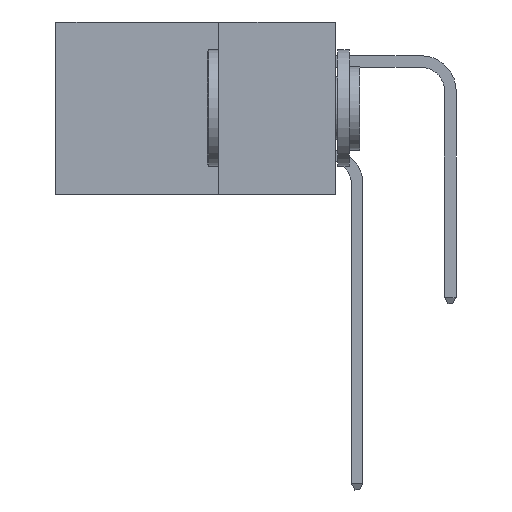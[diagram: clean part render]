
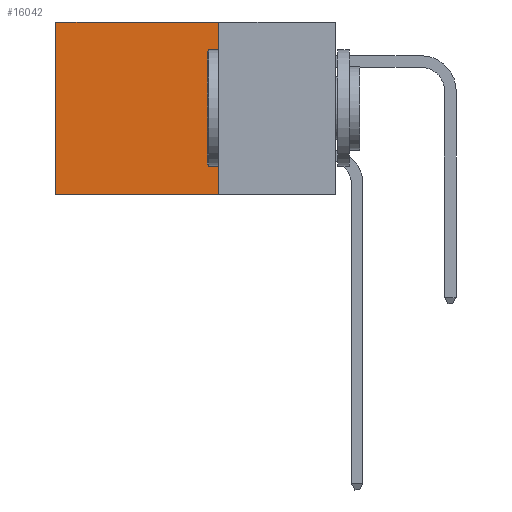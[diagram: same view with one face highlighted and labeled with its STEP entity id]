
A CAD part, left-side view. The second image highlights one B-rep face of the part: STEP entity #16042.
In plain terms, the highlighted planar face has unit normal (-1, 0, 0).
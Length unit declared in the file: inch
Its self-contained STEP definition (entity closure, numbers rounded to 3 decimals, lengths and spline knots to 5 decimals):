
#321 = AXIS2_PLACEMENT_3D ( 'NONE', #5805, #1271, #10709 ) ;
#1235 = VECTOR ( 'NONE', #13774, 39.37008 ) ;
#1271 = DIRECTION ( 'NONE',  ( 1., 0., 0. ) ) ;
#4045 = DIRECTION ( 'NONE',  ( 0., 1., 0. ) ) ;
#4370 = VECTOR ( 'NONE', #27702, 39.37008 ) ;
#4527 = VERTEX_POINT ( 'NONE', #24895 ) ;
#4822 = EDGE_CURVE ( 'NONE', #4527, #22658, #18943, .T. ) ;
#5131 = VERTEX_POINT ( 'NONE', #9467 ) ;
#5805 = CARTESIAN_POINT ( 'NONE',  ( 0.2875, 0.25, 0. ) ) ;
#6443 = EDGE_LOOP ( 'NONE', ( #7040, #20776, #11731, #24768 ) ) ;
#7004 = FACE_OUTER_BOUND ( 'NONE', #6443, .T. ) ;
#7040 = ORIENTED_EDGE ( 'NONE', *, *, #4822, .T. ) ;
#7844 = EDGE_CURVE ( 'NONE', #5131, #15739, #12725, .T. ) ;
#8423 = CARTESIAN_POINT ( 'NONE',  ( 0.2875, 0.25, 0. ) ) ;
#9467 = CARTESIAN_POINT ( 'NONE',  ( 0.2875, 0.25, 0. ) ) ;
#10241 = LINE ( 'NONE', #8423, #28769 ) ;
#10709 = DIRECTION ( 'NONE',  ( 0., 0., -1. ) ) ;
#11731 = ORIENTED_EDGE ( 'NONE', *, *, #7844, .F. ) ;
#11786 = CARTESIAN_POINT ( 'NONE',  ( 0.2875, 0.6, 0. ) ) ;
#12715 = PLANE ( 'NONE',  #321 ) ;
#12725 = LINE ( 'NONE', #22061, #1235 ) ;
#13244 = VECTOR ( 'NONE', #20623, 39.37008 ) ;
#13774 = DIRECTION ( 'NONE',  ( 0., 0., -1. ) ) ;
#15739 = VERTEX_POINT ( 'NONE', #17672 ) ;
#16042 = ADVANCED_FACE ( 'NONE', ( #7004 ), #12715, .F. ) ;
#17225 = LINE ( 'NONE', #25172, #4370 ) ;
#17672 = CARTESIAN_POINT ( 'NONE',  ( 0.2875, 0.25, -0.37 ) ) ;
#18749 = EDGE_CURVE ( 'NONE', #15739, #22658, #17225, .T. ) ;
#18943 = LINE ( 'NONE', #11786, #13244 ) ;
#20623 = DIRECTION ( 'NONE',  ( 0., 0., -1. ) ) ;
#20776 = ORIENTED_EDGE ( 'NONE', *, *, #18749, .F. ) ;
#21810 = CARTESIAN_POINT ( 'NONE',  ( 0.2875, 0.6, -0.37 ) ) ;
#22061 = CARTESIAN_POINT ( 'NONE',  ( 0.2875, 0.25, 0. ) ) ;
#22658 = VERTEX_POINT ( 'NONE', #21810 ) ;
#24528 = EDGE_CURVE ( 'NONE', #5131, #4527, #10241, .T. ) ;
#24768 = ORIENTED_EDGE ( 'NONE', *, *, #24528, .T. ) ;
#24895 = CARTESIAN_POINT ( 'NONE',  ( 0.2875, 0.6, 0. ) ) ;
#25172 = CARTESIAN_POINT ( 'NONE',  ( 0.2875, 0.25, -0.37 ) ) ;
#27702 = DIRECTION ( 'NONE',  ( 0., 1., 0. ) ) ;
#28769 = VECTOR ( 'NONE', #4045, 39.37008 ) ;
